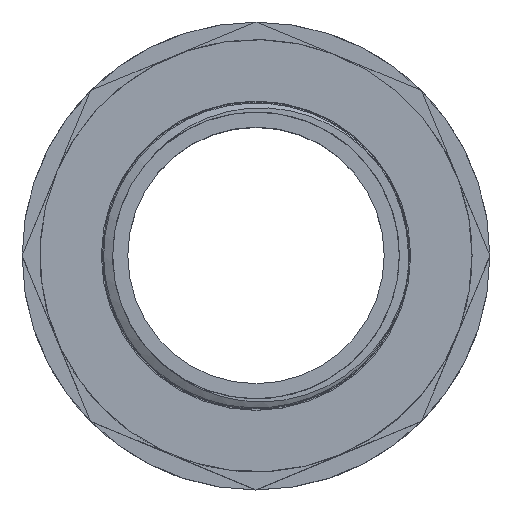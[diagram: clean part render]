
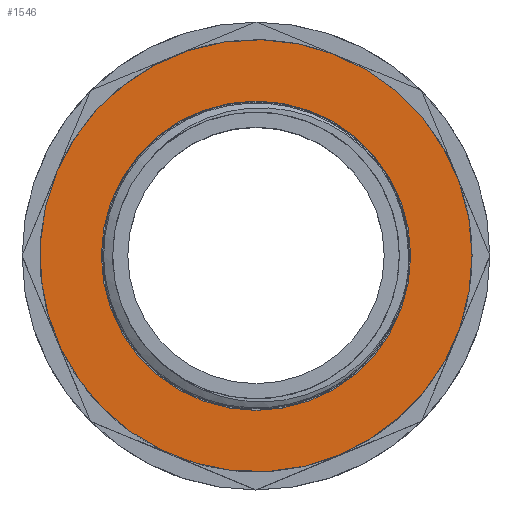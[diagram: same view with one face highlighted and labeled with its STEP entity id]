
A CAD part, top view. The second image highlights one B-rep face of the part: STEP entity #1546.
In plain terms, the highlighted planar face has unit normal (0, 0, 1).
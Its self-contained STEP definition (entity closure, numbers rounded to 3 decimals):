
#764 = CARTESIAN_POINT ( 'NONE',  ( 0., 0., 31. ) ) ;
#765 = DIRECTION ( 'NONE',  ( 0., 0., 1. ) ) ;
#766 = DIRECTION ( 'NONE',  ( 1., 0., 0. ) ) ;
#895 = CARTESIAN_POINT ( 'NONE',  ( 0., 0., 31. ) ) ;
#896 = DIRECTION ( 'NONE',  ( 0., 0., 1. ) ) ;
#897 = DIRECTION ( 'NONE',  ( 1., 0., 0. ) ) ;
#1411 = EDGE_CURVE ( 'NONE', #6032, #6032, #2745, .T. ) ;
#1427 = EDGE_CURVE ( 'NONE', #6036, #6036, #2733, .T. ) ;
#1546 = ADVANCED_FACE ( 'NONE', ( #3451, #3447 ), #3452, .T. ) ;
#1637 = EDGE_LOOP ( 'NONE', ( #1868 ) ) ;
#1726 = EDGE_LOOP ( 'NONE', ( #1902 ) ) ;
#1868 = ORIENTED_EDGE ( 'NONE', *, *, #1427, .F. ) ;
#1902 = ORIENTED_EDGE ( 'NONE', *, *, #1411, .T. ) ;
#2713 = AXIS2_PLACEMENT_3D ( 'NONE', #764, #765, #766 ) ;
#2732 = AXIS2_PLACEMENT_3D ( 'NONE', #895, #896, #897 ) ;
#2733 = CIRCLE ( 'NONE', #2732, 20.5 ) ;
#2745 = CIRCLE ( 'NONE', #2713, 28.64 ) ;
#2787 = AXIS2_PLACEMENT_3D ( 'NONE', #3441, #3454, #3455 ) ;
#3441 = CARTESIAN_POINT ( 'NONE',  ( 0., 0., 31. ) ) ;
#3447 = FACE_BOUND ( 'NONE', #1637, .T. ) ;
#3451 = FACE_OUTER_BOUND ( 'NONE', #1726, .T. ) ;
#3452 = PLANE ( 'NONE',  #2787 ) ;
#3454 = DIRECTION ( 'NONE',  ( 0., 0., 1. ) ) ;
#3455 = DIRECTION ( 'NONE',  ( 1., 0., 0. ) ) ;
#6032 = VERTEX_POINT ( 'NONE', #6035 ) ;
#6035 = CARTESIAN_POINT ( 'NONE',  ( 28.64, 0., 31. ) ) ;
#6036 = VERTEX_POINT ( 'NONE', #6039 ) ;
#6039 = CARTESIAN_POINT ( 'NONE',  ( 20.5, 0., 31. ) ) ;
